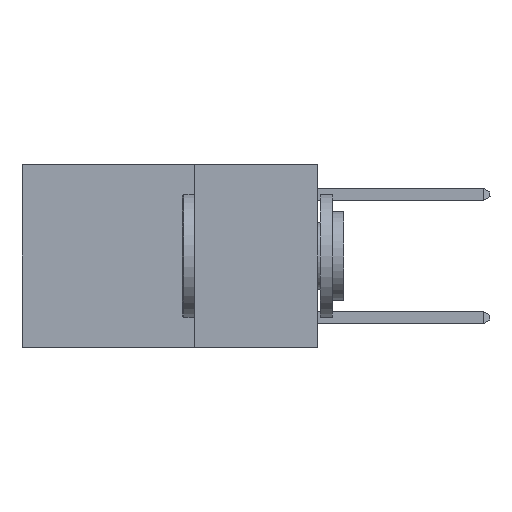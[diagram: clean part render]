
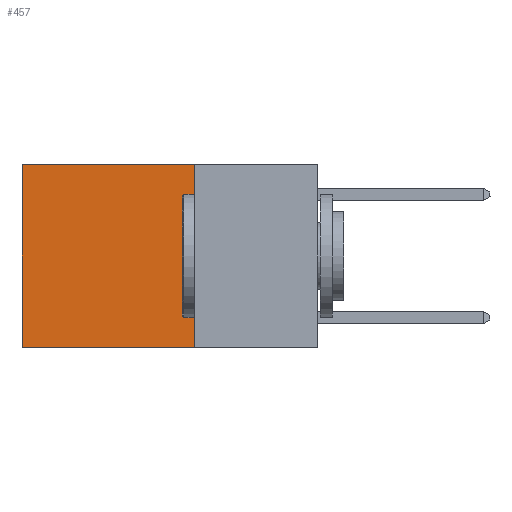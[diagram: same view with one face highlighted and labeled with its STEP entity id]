
A CAD part, left-side view. The second image highlights one B-rep face of the part: STEP entity #457.
In plain terms, the highlighted planar face has unit normal (-1, 0, 0).
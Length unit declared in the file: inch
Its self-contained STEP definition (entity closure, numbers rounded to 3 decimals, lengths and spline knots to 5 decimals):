
#136 = ORIENTED_EDGE ( 'NONE', *, *, #14055, .F. ) ;
#457 = ADVANCED_FACE ( 'NONE', ( #6845 ), #4813, .F. ) ;
#619 = LINE ( 'NONE', #9134, #6755 ) ;
#1237 = DIRECTION ( 'NONE',  ( 0., 1., 0. ) ) ;
#1444 = CARTESIAN_POINT ( 'NONE',  ( 0.2625, 0.25, -0.37 ) ) ;
#2794 = VERTEX_POINT ( 'NONE', #4976 ) ;
#4277 = CARTESIAN_POINT ( 'NONE',  ( 0.2625, 0.6, 0. ) ) ;
#4318 = LINE ( 'NONE', #13362, #8580 ) ;
#4476 = CARTESIAN_POINT ( 'NONE',  ( 0.2625, 0.6, 0. ) ) ;
#4813 = PLANE ( 'NONE',  #14156 ) ;
#4885 = CARTESIAN_POINT ( 'NONE',  ( 0.2625, 0.25, 0. ) ) ;
#4976 = CARTESIAN_POINT ( 'NONE',  ( 0.2625, 0.6, -0.37 ) ) ;
#5021 = VERTEX_POINT ( 'NONE', #1444 ) ;
#6615 = VECTOR ( 'NONE', #22274, 39.37008 ) ;
#6755 = VECTOR ( 'NONE', #21530, 39.37008 ) ;
#6845 = FACE_OUTER_BOUND ( 'NONE', #8527, .T. ) ;
#7227 = EDGE_CURVE ( 'NONE', #10125, #21457, #619, .T. ) ;
#8514 = LINE ( 'NONE', #4885, #6615 ) ;
#8527 = EDGE_LOOP ( 'NONE', ( #20041, #19769, #136, #12295 ) ) ;
#8580 = VECTOR ( 'NONE', #1237, 39.37008 ) ;
#9134 = CARTESIAN_POINT ( 'NONE',  ( 0.2625, 0.25, 0. ) ) ;
#9383 = EDGE_CURVE ( 'NONE', #21457, #2794, #16333, .T. ) ;
#10125 = VERTEX_POINT ( 'NONE', #11215 ) ;
#10381 = CARTESIAN_POINT ( 'NONE',  ( 0.2625, 0.25, 0. ) ) ;
#11215 = CARTESIAN_POINT ( 'NONE',  ( 0.2625, 0.25, 0. ) ) ;
#11730 = DIRECTION ( 'NONE',  ( 0., 0., -1. ) ) ;
#12295 = ORIENTED_EDGE ( 'NONE', *, *, #7227, .T. ) ;
#13083 = DIRECTION ( 'NONE',  ( 0., 0., -1. ) ) ;
#13362 = CARTESIAN_POINT ( 'NONE',  ( 0.2625, 0.25, -0.37 ) ) ;
#14055 = EDGE_CURVE ( 'NONE', #10125, #5021, #8514, .T. ) ;
#14156 = AXIS2_PLACEMENT_3D ( 'NONE', #10381, #20620, #11730 ) ;
#16333 = LINE ( 'NONE', #4476, #17106 ) ;
#17106 = VECTOR ( 'NONE', #13083, 39.37008 ) ;
#19769 = ORIENTED_EDGE ( 'NONE', *, *, #19789, .F. ) ;
#19789 = EDGE_CURVE ( 'NONE', #5021, #2794, #4318, .T. ) ;
#20041 = ORIENTED_EDGE ( 'NONE', *, *, #9383, .T. ) ;
#20620 = DIRECTION ( 'NONE',  ( 1., 0., 0. ) ) ;
#21457 = VERTEX_POINT ( 'NONE', #4277 ) ;
#21530 = DIRECTION ( 'NONE',  ( 0., 1., 0. ) ) ;
#22274 = DIRECTION ( 'NONE',  ( 0., 0., -1. ) ) ;
